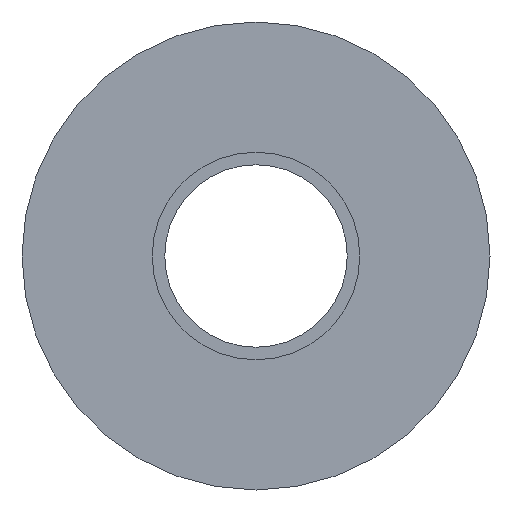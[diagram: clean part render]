
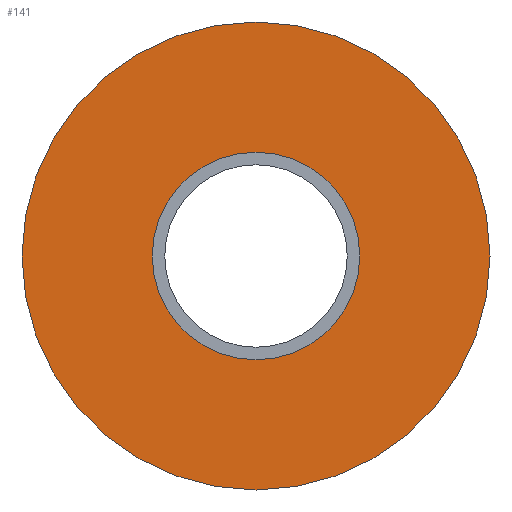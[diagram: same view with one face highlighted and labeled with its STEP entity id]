
A CAD part, front view. The second image highlights one B-rep face of the part: STEP entity #141.
In plain terms, the highlighted planar face has unit normal (0, -1, 0).
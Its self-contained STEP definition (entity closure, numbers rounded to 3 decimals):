
#12 = DIRECTION ( 'NONE',  ( 0., -1., 0. ) ) ;
#14 = AXIS2_PLACEMENT_3D ( 'NONE', #270, #12, #50 ) ;
#28 = VERTEX_POINT ( 'NONE', #365 ) ;
#31 = EDGE_CURVE ( 'NONE', #109, #342, #39, .T. ) ;
#39 = CIRCLE ( 'NONE', #14, 6.65 ) ;
#44 = AXIS2_PLACEMENT_3D ( 'NONE', #144, #380, #184 ) ;
#50 = DIRECTION ( 'NONE',  ( 0., 0., -1. ) ) ;
#58 = FACE_BOUND ( 'NONE', #332, .T. ) ;
#69 = DIRECTION ( 'NONE',  ( 0., 0., -1. ) ) ;
#71 = FACE_OUTER_BOUND ( 'NONE', #428, .T. ) ;
#87 = ORIENTED_EDGE ( 'NONE', *, *, #364, .T. ) ;
#104 = CARTESIAN_POINT ( 'NONE',  ( 0., 0., 0. ) ) ;
#109 = VERTEX_POINT ( 'NONE', #177 ) ;
#126 = VERTEX_POINT ( 'NONE', #179 ) ;
#141 = ADVANCED_FACE ( 'NONE', ( #58, #71 ), #168, .F. ) ;
#144 = CARTESIAN_POINT ( 'NONE',  ( 0., 0., 0. ) ) ;
#161 = EDGE_CURVE ( 'NONE', #28, #126, #410, .T. ) ;
#166 = AXIS2_PLACEMENT_3D ( 'NONE', #366, #345, #248 ) ;
#168 = PLANE ( 'NONE',  #166 ) ;
#177 = CARTESIAN_POINT ( 'NONE',  ( 0., 0., 6.65 ) ) ;
#179 = CARTESIAN_POINT ( 'NONE',  ( 0., 0., 15. ) ) ;
#183 = EDGE_CURVE ( 'NONE', #342, #109, #304, .T. ) ;
#184 = DIRECTION ( 'NONE',  ( 0., 0., -1. ) ) ;
#191 = CARTESIAN_POINT ( 'NONE',  ( 0., 0., 0. ) ) ;
#221 = CARTESIAN_POINT ( 'NONE',  ( 0., 0., -6.65 ) ) ;
#225 = DIRECTION ( 'NONE',  ( 0., 0., -1. ) ) ;
#234 = AXIS2_PLACEMENT_3D ( 'NONE', #104, #311, #69 ) ;
#237 = ORIENTED_EDGE ( 'NONE', *, *, #161, .T. ) ;
#240 = AXIS2_PLACEMENT_3D ( 'NONE', #191, #420, #225 ) ;
#245 = CIRCLE ( 'NONE', #240, 15. ) ;
#248 = DIRECTION ( 'NONE',  ( 0., 0., 1. ) ) ;
#270 = CARTESIAN_POINT ( 'NONE',  ( 0., 0., 0. ) ) ;
#284 = ORIENTED_EDGE ( 'NONE', *, *, #31, .F. ) ;
#304 = CIRCLE ( 'NONE', #44, 6.65 ) ;
#311 = DIRECTION ( 'NONE',  ( 0., -1., 0. ) ) ;
#322 = ORIENTED_EDGE ( 'NONE', *, *, #183, .F. ) ;
#332 = EDGE_LOOP ( 'NONE', ( #322, #284 ) ) ;
#342 = VERTEX_POINT ( 'NONE', #221 ) ;
#345 = DIRECTION ( 'NONE',  ( 0., 1., 0. ) ) ;
#364 = EDGE_CURVE ( 'NONE', #126, #28, #245, .T. ) ;
#365 = CARTESIAN_POINT ( 'NONE',  ( 0., 0., -15. ) ) ;
#366 = CARTESIAN_POINT ( 'NONE',  ( -6.65, 0., 0. ) ) ;
#380 = DIRECTION ( 'NONE',  ( 0., -1., 0. ) ) ;
#410 = CIRCLE ( 'NONE', #234, 15. ) ;
#420 = DIRECTION ( 'NONE',  ( 0., -1., 0. ) ) ;
#428 = EDGE_LOOP ( 'NONE', ( #237, #87 ) ) ;
